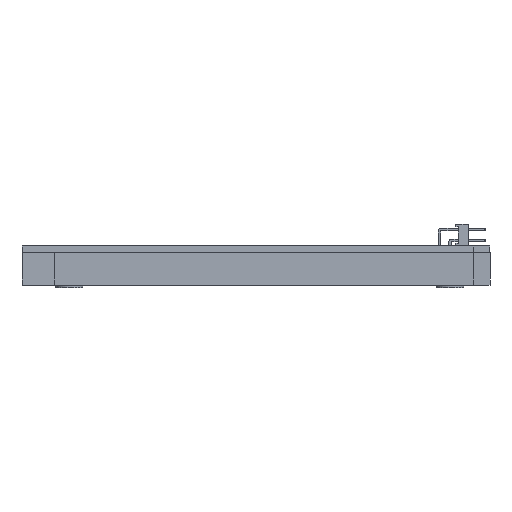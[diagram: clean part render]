
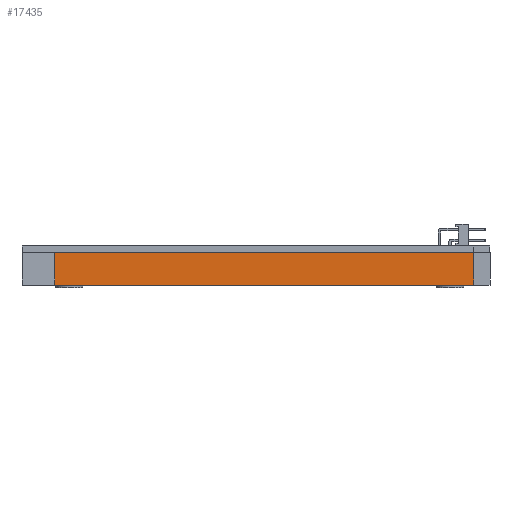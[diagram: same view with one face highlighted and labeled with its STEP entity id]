
A CAD part, front view. The second image highlights one B-rep face of the part: STEP entity #17435.
In plain terms, the highlighted planar face has unit normal (0, -1, 0).
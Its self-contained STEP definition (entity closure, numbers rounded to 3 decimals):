
#2527=FACE_OUTER_BOUND('',#3811,.T.);
#3811=EDGE_LOOP('',(#15761,#15762,#15763,#15764));
#5499=LINE('',#29118,#7229);
#5527=LINE('',#29212,#7257);
#5551=LINE('',#29271,#7281);
#5554=LINE('',#29276,#7284);
#7229=VECTOR('',#24201,10.);
#7257=VECTOR('',#24285,10.);
#7281=VECTOR('',#24347,10.);
#7284=VECTOR('',#24354,10.);
#8647=VERTEX_POINT('',#29115);
#8648=VERTEX_POINT('',#29117);
#8685=VERTEX_POINT('',#29209);
#8686=VERTEX_POINT('',#29211);
#10983=EDGE_CURVE('',#8647,#8648,#5499,.T.);
#11029=EDGE_CURVE('',#8685,#8686,#5527,.T.);
#11059=EDGE_CURVE('',#8685,#8648,#5551,.T.);
#11062=EDGE_CURVE('',#8686,#8647,#5554,.T.);
#15761=ORIENTED_EDGE('',*,*,#11059,.T.);
#15762=ORIENTED_EDGE('',*,*,#10983,.F.);
#15763=ORIENTED_EDGE('',*,*,#11062,.F.);
#15764=ORIENTED_EDGE('',*,*,#11029,.F.);
#16372=PLANE('',#19215);
#17435=ADVANCED_FACE('',(#2527),#16372,.T.);
#19215=AXIS2_PLACEMENT_3D('',#29275,#24352,#24353);
#24201=DIRECTION('',(-1.,0.,0.));
#24285=DIRECTION('',(1.,0.,0.));
#24347=DIRECTION('',(0.,0.,-1.));
#24352=DIRECTION('center_axis',(0.,-1.,0.));
#24353=DIRECTION('ref_axis',(-1.,0.,0.));
#24354=DIRECTION('',(0.,0.,-1.));
#29115=CARTESIAN_POINT('',(13.052,-47.825,84.4));
#29117=CARTESIAN_POINT('',(-63.948,-47.825,84.4));
#29118=CARTESIAN_POINT('',(13.052,-47.825,84.4));
#29209=CARTESIAN_POINT('',(-63.948,-47.825,90.4));
#29211=CARTESIAN_POINT('',(13.052,-47.825,90.4));
#29212=CARTESIAN_POINT('',(13.052,-47.825,90.4));
#29271=CARTESIAN_POINT('',(-63.948,-47.825,87.45));
#29275=CARTESIAN_POINT('Origin',(13.052,-47.825,90.));
#29276=CARTESIAN_POINT('',(13.052,-47.825,90.));
